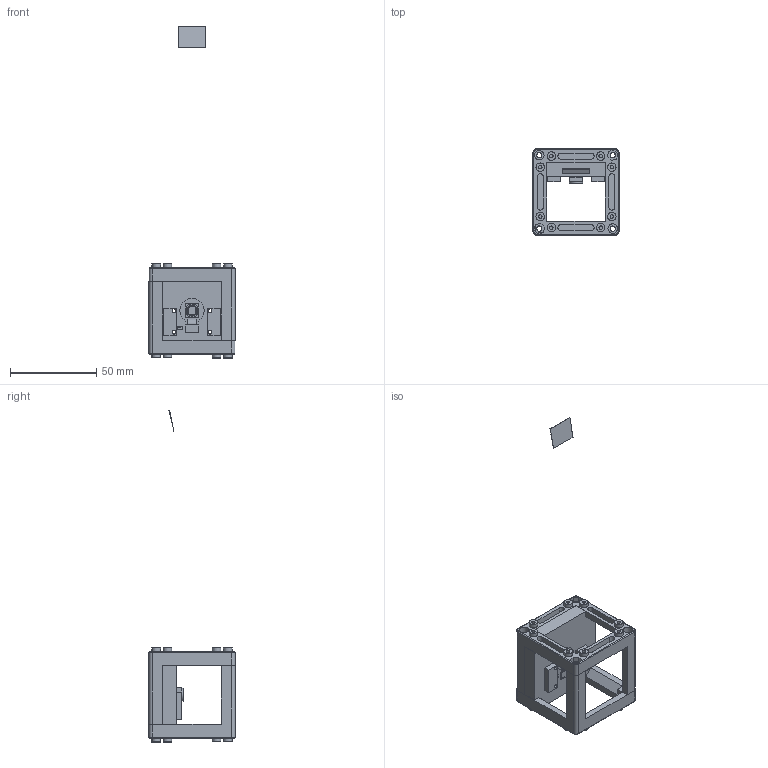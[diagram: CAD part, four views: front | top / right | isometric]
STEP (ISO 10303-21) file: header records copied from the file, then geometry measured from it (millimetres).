
FILE_DESCRIPTION(/* description */ (''),/* implementation_level */ '2;1');
FILE_NAME(/* name */ 'Assembly_Cube_RaspiCam_v3.iam.step',/* time_stamp */ '2022-11-29T09:10:07+01:00',/* author */ ('marsikovabarbora'),/* organization */ (''),/* preprocessor_version */ 'ST-DEVELOPER v18.1',/* originating_system */ 'Autodesk Inventor 2022',/* authorisation */ '');
FILE_SCHEMA (('AUTOMOTIVE_DESIGN { 1 0 10303 214 3 1 1 }'));
Products named in the file (5): Assembly_Cube_RaspiCam_v3; Assembly_Cube_empty_IM_v3; 10_Cube_1x1_IM; RasPi_Camera; 20_Cube_Insert_RaspiCam_v3
Assembly tree (5 placements, depth 3):
  Assembly_Cube_RaspiCam_v3
    Assembly_Cube_empty_IM_v3
      10_Cube_1x1_IM  x2
    RasPi_Camera
    20_Cube_Insert_RaspiCam_v3
Bounding box: 49.82 x 49.8 x 192.24 mm (x, y, z)
Volume: 40831 mm3; surface area: 28046.5 mm2
Topology: 10 solids, 10 shells, 684 faces, 1729 edges, 1137 vertices
Faces by surface type: plane 402, cylinder 201, torus 70, bspline 10, cone 1
Full cylindrical faces by diameter (mm): 0.06 x62, 2.05 x16, 2.1 x8, 3.1 x8, 4.95 x16, 5.5 x4, 5.6 x1, 7.6 x1, 14.083 x1
Entity records: 17302 total; most frequent: CARTESIAN_POINT 3208, DIRECTION 2978, ORIENTED_EDGE 2718, EDGE_CURVE 1359, AXIS2_PLACEMENT_3D 1106, VERTEX_POINT 893, LINE 766, VECTOR 766
